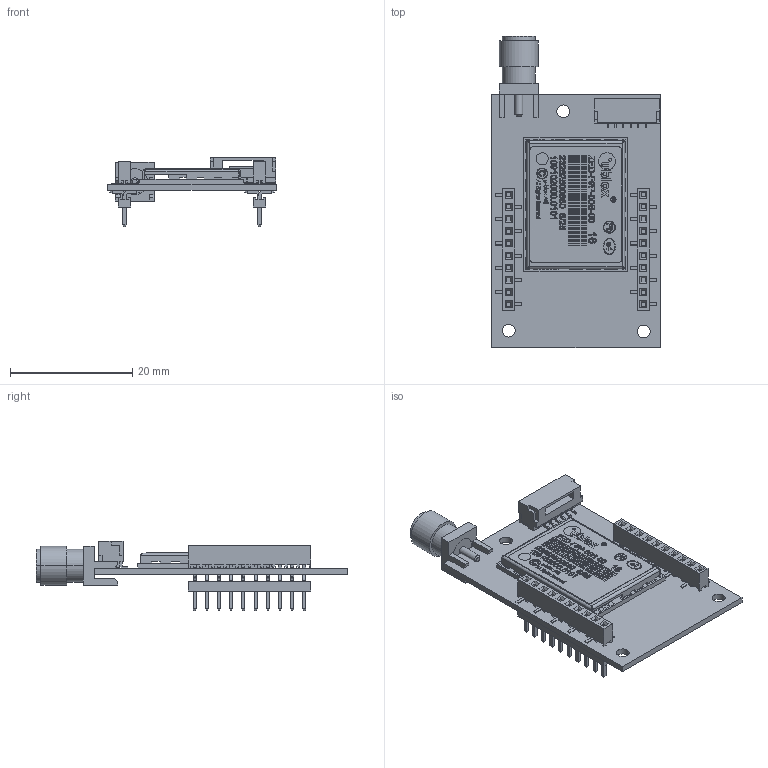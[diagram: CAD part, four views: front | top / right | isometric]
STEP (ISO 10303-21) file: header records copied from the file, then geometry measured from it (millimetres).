
FILE_DESCRIPTION (( 'STEP AP214' ), '1' );
FILE_NAME ('simpleRTK2Blite-00.STEP', '2020-09-06T09:45:53', ( '' ), ( '' ), 'SwSTEP 2.0', 'SolidWorks 2016', '' );
FILE_SCHEMA (( 'AUTOMOTIVE_DESIGN' ));
Length unit declared in the file: millimetre
Products named in the file (19): simpleRTK2Blite-00; simplertk2blite_pcb_Standard; _TMM_110_01_G_S_SM_pins1_4; SMA_J_P_H_ST_EM1; PIN_SED_JTAG; Shield_ZED; PIN_SED_Shield; PCB_ZED; SMM_110_02_SM_S; ZED_label; _C_56_02_10_S_pins_4; _TMM_110_01_G_S_SM_P_TR_sm_pins2_6; _SMM_110_02_xx_S_socket_2; TMM_110_01_G_S_SM_P_TR; SM06B-GHS-TB_Standard; PIN_SED_GND; _TMM_110_01_G_S_SM_P_TR_body_2; PIN_SED_SIGNAL; ZED_STEP_AP203_Standard
Assembly tree (145 placements, depth 3):
  simpleRTK2Blite-00
    simplertk2blite_pcb_Standard
    SMA_J_P_H_ST_EM1
    SM06B-GHS-TB_Standard
    SMM_110_02_SM_S  x2
      _SMM_110_02_xx_S_socket_2
      _C_56_02_10_S_pins_4
    ZED_STEP_AP203_Standard
      PCB_ZED
      PIN_SED_SIGNAL  x54
      PIN_SED_GND  x48
      PIN_SED_Shield  x21
      PIN_SED_JTAG  x6
      Shield_ZED
      ZED_label
    TMM_110_01_G_S_SM_P_TR  x2
      _TMM_110_01_G_S_SM_P_TR_body_2
      _TMM_110_01_G_S_SM_pins1_4
      _TMM_110_01_G_S_SM_P_TR_sm_pins2_6
Bounding box: 27.68 x 51.05 x 11.32 mm (x, y, z)
Volume: 2324.1 mm3; surface area: 7412.6 mm2
Topology: 144 solids, 151 shells, 3806 faces, 8900 edges, 5641 vertices
Faces by surface type: plane 2984, bspline 717, cylinder 103, cone 2
Entity records: 106232 total; most frequent: CARTESIAN_POINT 46301, ORIENTED_EDGE 11382, DIRECTION 8085, EDGE_CURVE 5693, LINE 4115, VECTOR 4115, VERTEX_POINT 3543, EDGE_LOOP 2660
